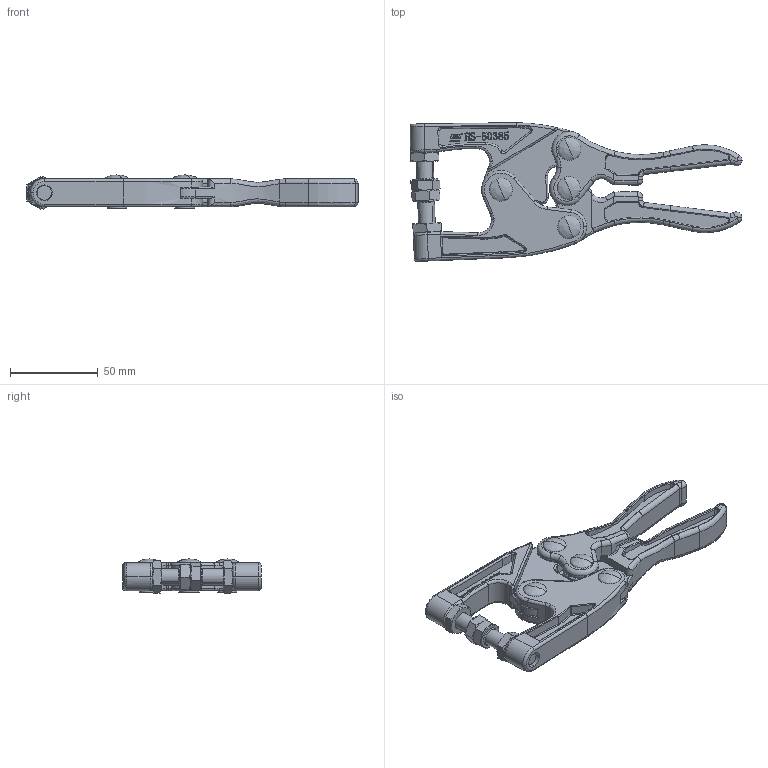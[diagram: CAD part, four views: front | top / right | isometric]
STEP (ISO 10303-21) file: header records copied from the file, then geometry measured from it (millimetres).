
FILE_DESCRIPTION (( 'STEP AP203' ), '1' );
FILE_NAME ('HS-50385.STEP', '2019-10-07T06:55:08', ( '微软用户' ), ( '微软中国' ), 'SwSTEP 2.0', 'SolidWorks 2012', '' );
FILE_SCHEMA (( 'CONFIG_CONTROL_DESIGN' ));
Length unit declared in the file: millimetre
Products named in the file (8): HS-50385; hexagon thin nut (grades a and b) as_AS 1112.4 AB- M10-N; unified hexagon bolt_as-nzs_AS-NZS 2465 Bolt - 0.375-24 x 1.25-N; 9种16; 狟標參; 奻旋; 狟標旋; 奻標參
Assembly tree (12 placements, depth 2):
  HS-50385
    奻標參
    狟標旋
    奻旋
    狟標參
    9种16  x4
    unified hexagon bolt_as-nzs_AS-NZS 2465 Bolt - 0.375-24 x 1.25-N  x2
    hexagon thin nut (grades a and b) as_AS 1112.4 AB- M10-N  x2
Bounding box: 189.22 x 79.1 x 19.44 mm (x, y, z)
Volume: 99394.4 mm3; surface area: 48929.8 mm2
Topology: 12 solids, 12 shells, 1094 faces, 2725 edges, 1693 vertices
Faces by surface type: plane 321, cylinder 295, bspline 261, torus 153, cone 64
Entity records: 41669 total; most frequent: CARTESIAN_POINT 18096, ORIENTED_EDGE 5062, DIRECTION 4215, EDGE_CURVE 2531, VERTEX_POINT 1580, AXIS2_PLACEMENT_3D 1561, VECTOR 1093, LINE 1093
